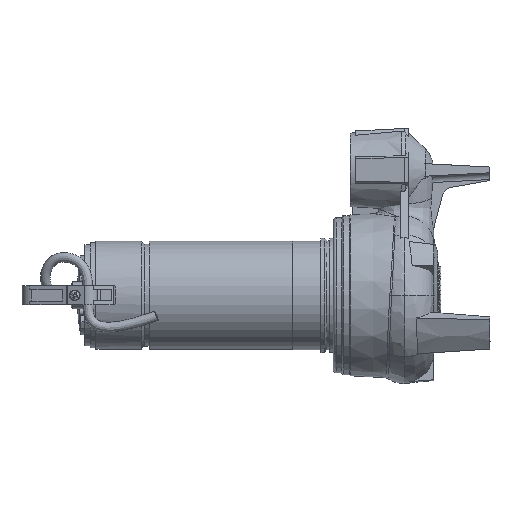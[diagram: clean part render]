
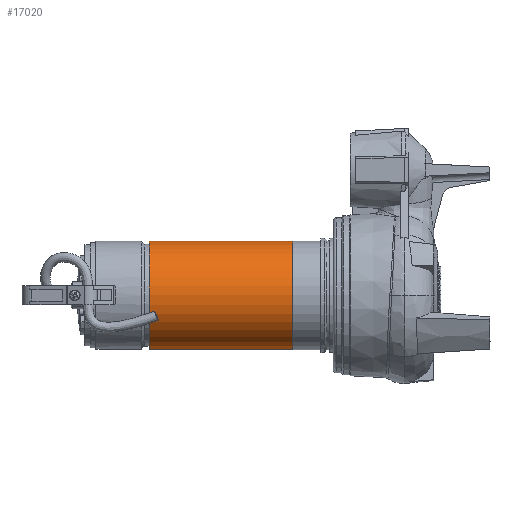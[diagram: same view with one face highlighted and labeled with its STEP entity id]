
A CAD part, left-side view. The second image highlights one B-rep face of the part: STEP entity #17020.
In plain terms, the highlighted cylindrical face has radius 56 mm (diameter 112 mm), a partial arc.
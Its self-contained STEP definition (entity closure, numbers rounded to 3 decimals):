
#117 = AXIS2_PLACEMENT_3D ( 'NONE', #11278, #35088, #3133 ) ;
#297 = VERTEX_POINT ( 'NONE', #1589 ) ;
#1589 = CARTESIAN_POINT ( 'NONE',  ( 0., 292.501, -56. ) ) ;
#3133 = DIRECTION ( 'NONE',  ( 0., 0., -1. ) ) ;
#3604 = FACE_OUTER_BOUND ( 'NONE', #33335, .T. ) ;
#9956 = ORIENTED_EDGE ( 'NONE', *, *, #33517, .T. ) ;
#11278 = CARTESIAN_POINT ( 'NONE',  ( 0., 292.501, 0. ) ) ;
#14046 = DIRECTION ( 'NONE',  ( 0., -1., 0. ) ) ;
#14269 = EDGE_CURVE ( 'NONE', #22315, #297, #24722, .T. ) ;
#15657 = ORIENTED_EDGE ( 'NONE', *, *, #14269, .T. ) ;
#16059 = ORIENTED_EDGE ( 'NONE', *, *, #30122, .T. ) ;
#17020 = ADVANCED_FACE ( 'NONE', ( #3604 ), #39054, .T. ) ;
#21733 = AXIS2_PLACEMENT_3D ( 'NONE', #33013, #40028, #36292 ) ;
#22315 = VERTEX_POINT ( 'NONE', #27045 ) ;
#22915 = CARTESIAN_POINT ( 'NONE',  ( 0., 143.501, -56. ) ) ;
#24722 = CIRCLE ( 'NONE', #21733, 56. ) ;
#26651 = LINE ( 'NONE', #27110, #29404 ) ;
#27045 = CARTESIAN_POINT ( 'NONE',  ( 0., 292.501, 56. ) ) ;
#27110 = CARTESIAN_POINT ( 'NONE',  ( 0., 292.501, -56. ) ) ;
#29404 = VECTOR ( 'NONE', #41355, 1000. ) ;
#30122 = EDGE_CURVE ( 'NONE', #33448, #36028, #34074, .T. ) ;
#31507 = CARTESIAN_POINT ( 'NONE',  ( 0., 143.501, 0. ) ) ;
#33013 = CARTESIAN_POINT ( 'NONE',  ( 0., 292.501, 0. ) ) ;
#33335 = EDGE_LOOP ( 'NONE', ( #44123, #15657, #9956, #16059 ) ) ;
#33448 = VERTEX_POINT ( 'NONE', #22915 ) ;
#33517 = EDGE_CURVE ( 'NONE', #297, #33448, #26651, .T. ) ;
#33892 = VECTOR ( 'NONE', #14046, 1000. ) ;
#34074 = CIRCLE ( 'NONE', #45996, 56. ) ;
#34447 = EDGE_CURVE ( 'NONE', #22315, #36028, #39238, .T. ) ;
#35088 = DIRECTION ( 'NONE',  ( 0., -1., 0. ) ) ;
#36028 = VERTEX_POINT ( 'NONE', #36703 ) ;
#36292 = DIRECTION ( 'NONE',  ( 0., 0., -1. ) ) ;
#36703 = CARTESIAN_POINT ( 'NONE',  ( 0., 143.501, 56. ) ) ;
#38515 = DIRECTION ( 'NONE',  ( 0., 0., -1. ) ) ;
#39054 = CYLINDRICAL_SURFACE ( 'NONE', #117, 56. ) ;
#39238 = LINE ( 'NONE', #41179, #33892 ) ;
#40028 = DIRECTION ( 'NONE',  ( 0., -1., 0. ) ) ;
#41179 = CARTESIAN_POINT ( 'NONE',  ( 0., 292.501, 56. ) ) ;
#41355 = DIRECTION ( 'NONE',  ( 0., -1., 0. ) ) ;
#44123 = ORIENTED_EDGE ( 'NONE', *, *, #34447, .F. ) ;
#45976 = DIRECTION ( 'NONE',  ( 0., 1., 0. ) ) ;
#45996 = AXIS2_PLACEMENT_3D ( 'NONE', #31507, #45976, #38515 ) ;
